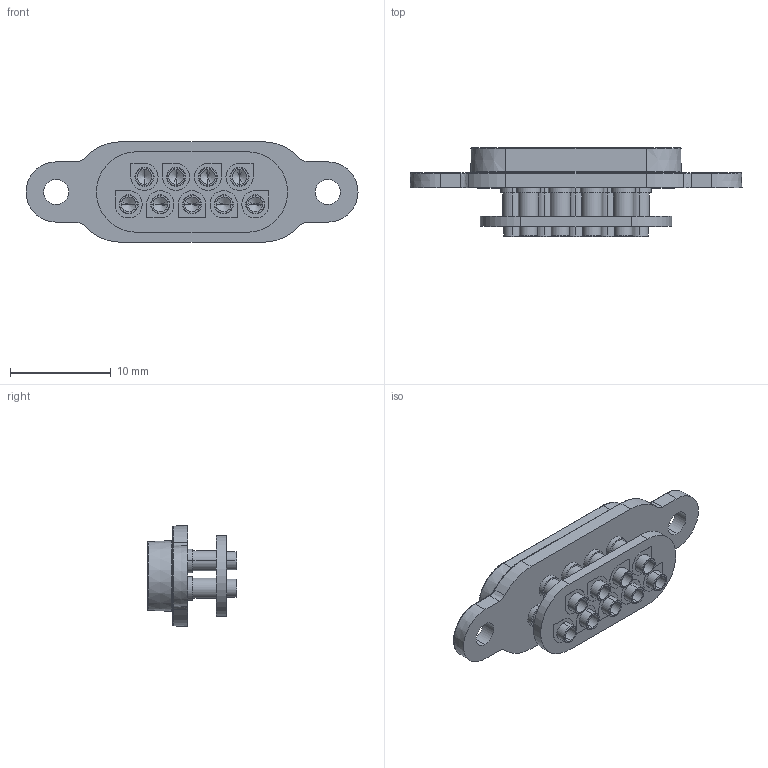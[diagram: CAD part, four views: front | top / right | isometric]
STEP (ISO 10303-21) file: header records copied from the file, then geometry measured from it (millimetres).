
FILE_DESCRIPTION (( 'STEP AP214' ), '1' );
FILE_NAME ('UEBK-30393.STEP', '2023-03-31T18:15:30', ( '' ), ( '' ), 'SwSTEP 2.0', 'SolidWorks 2022', '' );
FILE_SCHEMA (( 'AUTOMOTIVE_DESIGN' ));
Length unit declared in the file: millimetre
Products named in the file (1): UEBK-30393
Bounding box: 33 x 8.85 x 10 mm (x, y, z)
Volume: 937.9 mm3; surface area: 1903 mm2
Topology: 11 solids, 11 shells, 460 faces, 1008 edges, 607 vertices
Faces by surface type: cylinder 193, cone 116, plane 97, bspline 54
Entity records: 18454 total; most frequent: CARTESIAN_POINT 3048, DIRECTION 2310, ORIENTED_EDGE 1980, EDGE_CURVE 990, AXIS2_PLACEMENT_3D 957, VERTEX_POINT 607, EDGE_LOOP 555, CIRCLE 550
